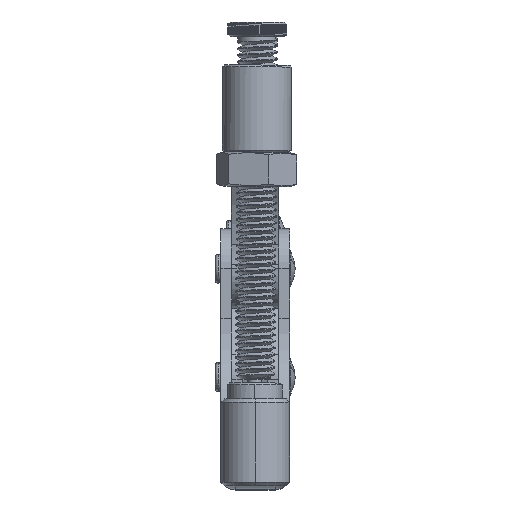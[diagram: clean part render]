
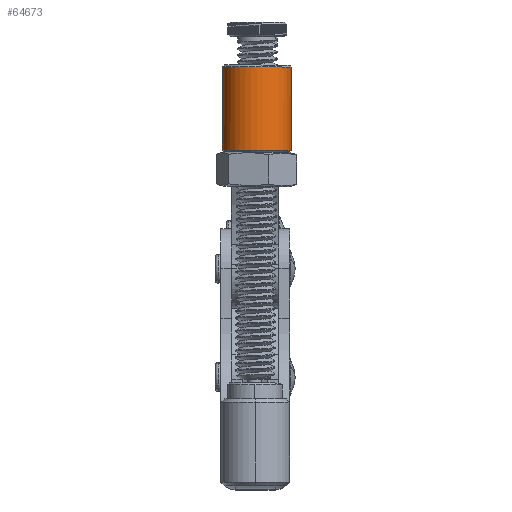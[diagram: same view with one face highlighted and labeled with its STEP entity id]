
A CAD part, top view. The second image highlights one B-rep face of the part: STEP entity #64673.
In plain terms, the highlighted cylindrical face has radius 9.5 mm (diameter 19 mm), a partial arc.
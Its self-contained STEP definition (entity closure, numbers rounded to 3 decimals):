
#60022 = CARTESIAN_POINT ( 'NONE',  ( 17.392, -29.338, 102.751 ) ) ;
#60040 = CARTESIAN_POINT ( 'NONE',  ( 17.57, -6.339, 102.751 ) ) ;
#60041 = CARTESIAN_POINT ( 'NONE',  ( -1.43, -6.192, 102.751 ) ) ;
#60117 = DIRECTION ( 'NONE',  ( -1., 0.008, 0. ) ) ;
#60118 = DIRECTION ( 'NONE',  ( -0.008, -1., 0. ) ) ;
#60119 = CARTESIAN_POINT ( 'NONE',  ( 8.07, -6.265, 102.751 ) ) ;
#60120 = AXIS2_PLACEMENT_3D ( 'NONE', #60119, #60118, #60117 ) ;
#60121 = CIRCLE ( 'NONE', #60120, 9.5 ) ;
#60136 = CARTESIAN_POINT ( 'NONE',  ( -1.607, -29.191, 102.751 ) ) ;
#60137 = DIRECTION ( 'NONE',  ( -1., 0.008, 0. ) ) ;
#60138 = DIRECTION ( 'NONE',  ( 0.008, 1., 0. ) ) ;
#60139 = AXIS2_PLACEMENT_3D ( 'NONE', #60150, #60138, #60137 ) ;
#60140 = CIRCLE ( 'NONE', #60139, 9.5 ) ;
#60150 = CARTESIAN_POINT ( 'NONE',  ( 7.893, -29.265, 102.751 ) ) ;
#60952 = DIRECTION ( 'NONE',  ( -0.008, -1., 0. ) ) ;
#60953 = VECTOR ( 'NONE', #60952, 1000. ) ;
#60954 = CARTESIAN_POINT ( 'NONE',  ( 17.574, -5.839, 102.751 ) ) ;
#60955 = LINE ( 'NONE', #60954, #60953 ) ;
#60956 = DIRECTION ( 'NONE',  ( -0.008, -1., 0. ) ) ;
#60957 = VECTOR ( 'NONE', #60956, 1000. ) ;
#60958 = CARTESIAN_POINT ( 'NONE',  ( -1.426, -5.692, 102.751 ) ) ;
#60959 = LINE ( 'NONE', #60958, #60957 ) ;
#60960 = DIRECTION ( 'NONE',  ( 1., -0.008, 0. ) ) ;
#60961 = DIRECTION ( 'NONE',  ( -0.008, -1., 0. ) ) ;
#60962 = CARTESIAN_POINT ( 'NONE',  ( 8.074, -5.765, 102.751 ) ) ;
#60963 = AXIS2_PLACEMENT_3D ( 'NONE', #60962, #60961, #60960 ) ;
#60964 = CYLINDRICAL_SURFACE ( 'NONE', #60963, 9.5 ) ;
#60965 = FACE_OUTER_BOUND ( 'NONE', #64674, .T. ) ;
#64342 = VERTEX_POINT ( 'NONE', #60041 ) ;
#64344 = VERTEX_POINT ( 'NONE', #60040 ) ;
#64359 = VERTEX_POINT ( 'NONE', #60022 ) ;
#64396 = EDGE_CURVE ( 'NONE', #64344, #64342, #60121, .T. ) ;
#64412 = EDGE_CURVE ( 'NONE', #64413, #64359, #60140, .T. ) ;
#64413 = VERTEX_POINT ( 'NONE', #60136 ) ;
#64673 = ADVANCED_FACE ( 'NONE', ( #60965 ), #60964, .T. ) ;
#64674 = EDGE_LOOP ( 'NONE', ( #64675, #64676, #64678, #64679 ) ) ;
#64675 = ORIENTED_EDGE ( 'NONE', *, *, #64396, .T. ) ;
#64676 = ORIENTED_EDGE ( 'NONE', *, *, #64677, .T. ) ;
#64677 = EDGE_CURVE ( 'NONE', #64342, #64413, #60959, .T. ) ;
#64678 = ORIENTED_EDGE ( 'NONE', *, *, #64412, .T. ) ;
#64679 = ORIENTED_EDGE ( 'NONE', *, *, #64680, .F. ) ;
#64680 = EDGE_CURVE ( 'NONE', #64344, #64359, #60955, .T. ) ;
